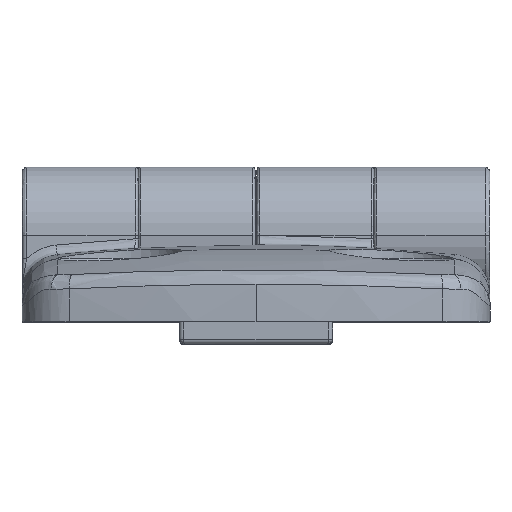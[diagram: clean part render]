
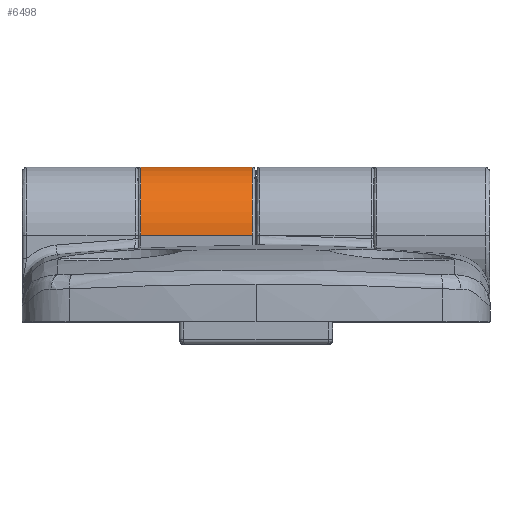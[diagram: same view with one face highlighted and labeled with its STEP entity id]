
A CAD part, top view. The second image highlights one B-rep face of the part: STEP entity #6498.
In plain terms, the highlighted cylindrical face has radius 7 mm (diameter 14 mm), a partial arc.
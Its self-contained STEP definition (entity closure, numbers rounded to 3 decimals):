
#820 = VECTOR ( 'NONE', #3534, 1000. ) ;
#1526 = CARTESIAN_POINT ( 'NONE',  ( -11.8, 8.9, -7. ) ) ;
#1564 = CARTESIAN_POINT ( 'NONE',  ( -0.4, 8.9, 0. ) ) ;
#2497 = ORIENTED_EDGE ( 'NONE', *, *, #16930, .F. ) ;
#3534 = DIRECTION ( 'NONE',  ( -1., 0., 0. ) ) ;
#3594 = ORIENTED_EDGE ( 'NONE', *, *, #10656, .F. ) ;
#3632 = DIRECTION ( 'NONE',  ( 0., 0., -1. ) ) ;
#4183 = CARTESIAN_POINT ( 'NONE',  ( 24., 8.9, -7. ) ) ;
#4187 = CARTESIAN_POINT ( 'NONE',  ( 24., 8.9, 7. ) ) ;
#4612 = EDGE_CURVE ( 'NONE', #16499, #19916, #17424, .T. ) ;
#5080 = CIRCLE ( 'NONE', #21164, 7. ) ;
#5879 = DIRECTION ( 'NONE',  ( -1., 0., 0. ) ) ;
#5964 = DIRECTION ( 'NONE',  ( 0., 0., 1. ) ) ;
#6217 = DIRECTION ( 'NONE',  ( -1., 0., 0. ) ) ;
#6498 = ADVANCED_FACE ( 'NONE', ( #8393 ), #21079, .T. ) ;
#7521 = ORIENTED_EDGE ( 'NONE', *, *, #16879, .F. ) ;
#8393 = FACE_OUTER_BOUND ( 'NONE', #13210, .T. ) ;
#9936 = CARTESIAN_POINT ( 'NONE',  ( -11.8, 8.9, 0. ) ) ;
#10040 = CARTESIAN_POINT ( 'NONE',  ( 24., 8.9, 0. ) ) ;
#10656 = EDGE_CURVE ( 'NONE', #18236, #17523, #11641, .T. ) ;
#10865 = AXIS2_PLACEMENT_3D ( 'NONE', #10040, #5879, #5964 ) ;
#11641 = LINE ( 'NONE', #4187, #21417 ) ;
#11990 = DIRECTION ( 'NONE',  ( 0., 0., -1. ) ) ;
#13045 = CARTESIAN_POINT ( 'NONE',  ( -11.8, 8.9, 7. ) ) ;
#13210 = EDGE_LOOP ( 'NONE', ( #3594, #7521, #21622, #2497 ) ) ;
#14702 = CARTESIAN_POINT ( 'NONE',  ( -0.4, 8.9, -7. ) ) ;
#15880 = DIRECTION ( 'NONE',  ( 1., 0., 0. ) ) ;
#15954 = CIRCLE ( 'NONE', #22415, 7. ) ;
#16499 = VERTEX_POINT ( 'NONE', #14702 ) ;
#16879 = EDGE_CURVE ( 'NONE', #16499, #18236, #15954, .T. ) ;
#16930 = EDGE_CURVE ( 'NONE', #17523, #19916, #5080, .T. ) ;
#17424 = LINE ( 'NONE', #4183, #820 ) ;
#17523 = VERTEX_POINT ( 'NONE', #13045 ) ;
#18236 = VERTEX_POINT ( 'NONE', #21974 ) ;
#19916 = VERTEX_POINT ( 'NONE', #1526 ) ;
#21079 = CYLINDRICAL_SURFACE ( 'NONE', #10865, 7. ) ;
#21164 = AXIS2_PLACEMENT_3D ( 'NONE', #9936, #23540, #11990 ) ;
#21417 = VECTOR ( 'NONE', #6217, 1000. ) ;
#21622 = ORIENTED_EDGE ( 'NONE', *, *, #4612, .T. ) ;
#21974 = CARTESIAN_POINT ( 'NONE',  ( -0.4, 8.9, 7. ) ) ;
#22415 = AXIS2_PLACEMENT_3D ( 'NONE', #1564, #15880, #3632 ) ;
#23540 = DIRECTION ( 'NONE',  ( -1., 0., 0. ) ) ;
